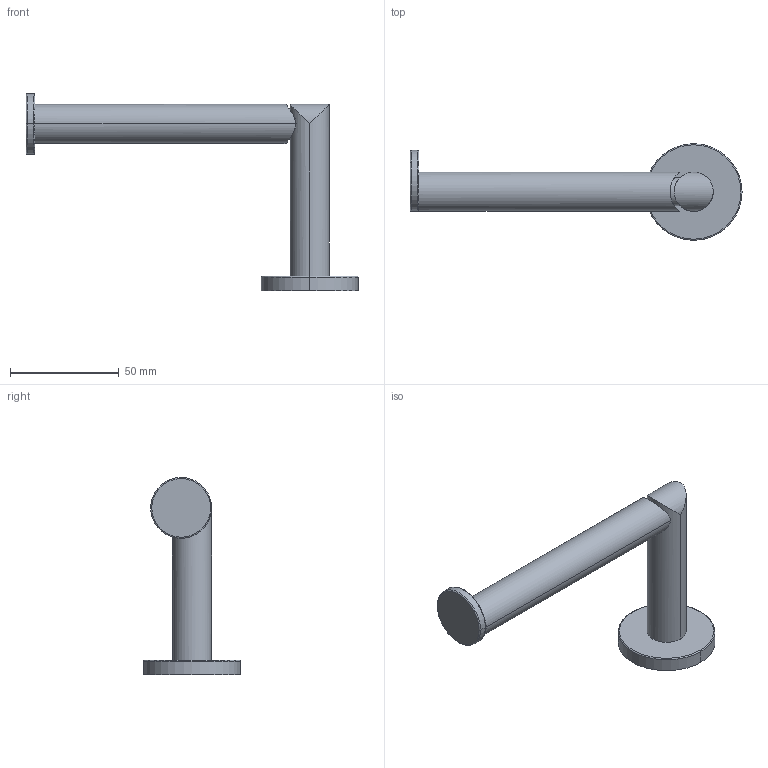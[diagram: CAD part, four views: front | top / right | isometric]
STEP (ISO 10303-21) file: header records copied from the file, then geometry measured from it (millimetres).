
FILE_DESCRIPTION((''),'2;1');
FILE_NAME('990-1570','2022-07-01T09:57:59',('rsmith'),(''),'CREO PARAMETRIC BY PTC INC, 2019352','CREO PARAMETRIC BY PTC INC, 2019352','');
FILE_SCHEMA(('CONFIG_CONTROL_DESIGN'));
Length unit declared in the file: inch
Products named in the file (1): 990-1570
Bounding box: 152.66 x 44.45 x 90.6 mm (x, y, z)
Volume: 62368.6 mm3; surface area: 16743.7 mm2
Topology: 1 solids, 1 shells, 26 faces, 54 edges, 34 vertices
Faces by surface type: cylinder 14, plane 6, torus 6
Entity records: 1534 total; most frequent: CARTESIAN_POINT 926, DIRECTION 128, ORIENTED_EDGE 108, AXIS2_PLACEMENT_3D 58, EDGE_CURVE 54, VERTEX_POINT 34, CIRCLE 32, EDGE_LOOP 30
